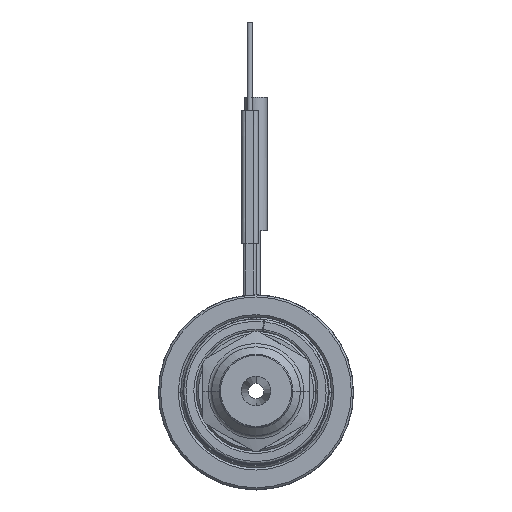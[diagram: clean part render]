
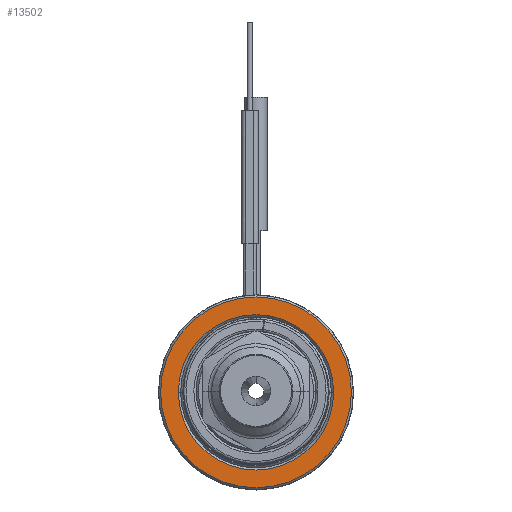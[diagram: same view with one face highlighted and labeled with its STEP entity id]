
A CAD part, top view. The second image highlights one B-rep face of the part: STEP entity #13502.
In plain terms, the highlighted planar face has unit normal (0, 0, 1).
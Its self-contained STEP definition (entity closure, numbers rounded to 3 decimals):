
#3871=CARTESIAN_POINT('',(0.,0.,40.));
#3872=DIRECTION('',(0.,0.,-1.));
#3873=DIRECTION('',(-1.,0.,0.));
#3874=AXIS2_PLACEMENT_3D('',#3871,#3872,#3873);
#3885=CARTESIAN_POINT('',(0.,0.,
40.));
#3886=DIRECTION('',(0.,0.,-1.));
#3887=DIRECTION('',(1.,0.,0.));
#3888=AXIS2_PLACEMENT_3D('',#3885,#3886,#3887);
#3899=CARTESIAN_POINT('',(0.,0.,
40.));
#3900=DIRECTION('',(0.,0.,-1.));
#3901=DIRECTION('',(1.,0.,0.));
#3902=AXIS2_PLACEMENT_3D('',#3899,#3900,#3901);
#3913=CARTESIAN_POINT('',(0.,0.,
40.));
#3914=DIRECTION('',(0.,0.,-1.));
#3915=DIRECTION('',(-1.,0.,0.));
#3916=AXIS2_PLACEMENT_3D('',#3913,#3914,#3915);
#7933=CARTESIAN_POINT('',(21.5,0.,40.));
#7934=CARTESIAN_POINT('',(-21.5,0.,40.));
#7935=VERTEX_POINT('',#7933);
#7936=VERTEX_POINT('',#7934);
#7937=CARTESIAN_POINT('',(17.5,0.,40.));
#7938=CARTESIAN_POINT('',(-17.5,0.,40.));
#7939=VERTEX_POINT('',#7937);
#7940=VERTEX_POINT('',#7938);
#13487=CARTESIAN_POINT('',(0.,0.,40.));
#13488=DIRECTION('',(0.,0.,1.));
#13489=DIRECTION('',(-1.,0.,0.));
#13490=AXIS2_PLACEMENT_3D('',#13487,#13488,#13489);
#13491=PLANE('',#13490);
#13492=ORIENTED_EDGE('',*,*,#13469,.T.);
#13493=ORIENTED_EDGE('',*,*,#13454,.T.);
#13494=EDGE_LOOP('',(#13492,#13493));
#13495=FACE_OUTER_BOUND('',#13494,.F.);
#13497=ORIENTED_EDGE('',*,*,#13496,.F.);
#13499=ORIENTED_EDGE('',*,*,#13498,.F.);
#13500=EDGE_LOOP('',(#13497,#13499));
#13501=FACE_BOUND('',#13500,.F.);
#3875=CIRCLE('',#3874,21.5);
#3889=CIRCLE('',#3888,21.5);
#3903=CIRCLE('',#3902,17.5);
#3917=CIRCLE('',#3916,17.5);
#13454=EDGE_CURVE('',#7936,#7935,#3875,.T.);
#13469=EDGE_CURVE('',#7935,#7936,#3889,.T.);
#13496=EDGE_CURVE('',#7939,#7940,#3903,.T.);
#13498=EDGE_CURVE('',#7940,#7939,#3917,.T.);
#13502=ADVANCED_FACE('',(#13495,#13501),#13491,.T.);
